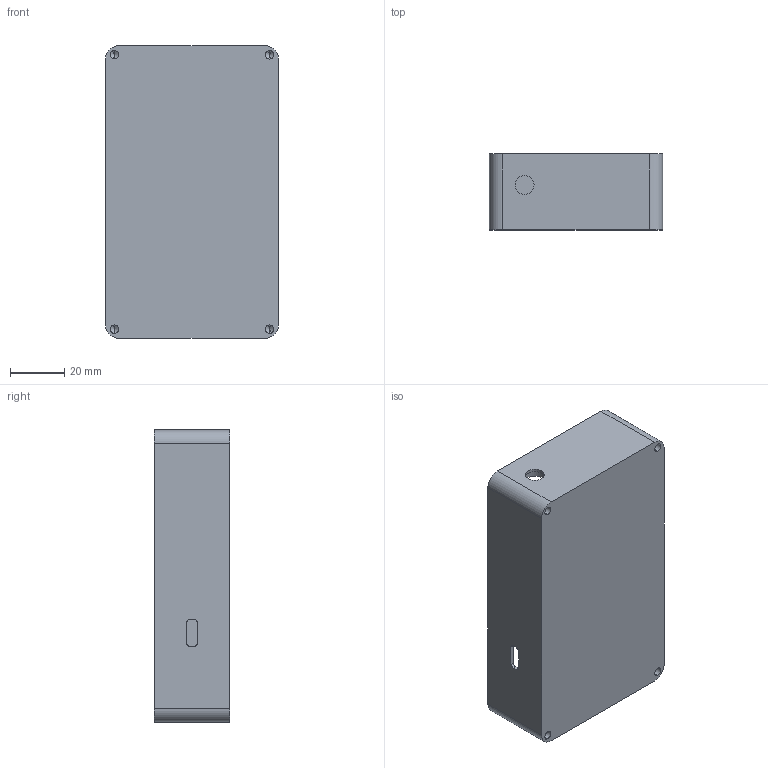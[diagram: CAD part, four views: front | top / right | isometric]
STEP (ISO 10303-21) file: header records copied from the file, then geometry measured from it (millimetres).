
FILE_DESCRIPTION (( 'STEP AP214' ), '1' );
FILE_NAME ('corp_bot.STEP', '2025-12-02T15:06:09', ( '' ), ( '' ), 'SwSTEP 2.0', 'SolidWorks 2023', '' );
FILE_SCHEMA (( 'AUTOMOTIVE_DESIGN' ));
Length unit declared in the file: millimetre
Products named in the file (1): corp_bot
Bounding box: 64 x 28 x 108 mm (x, y, z)
Volume: 51460.1 mm3; surface area: 31313.7 mm2
Topology: 1 solids, 1 shells, 73 faces, 188 edges, 112 vertices
Faces by surface type: cylinder 32, plane 25, cone 16
Entity records: 2141 total; most frequent: DIRECTION 384, CARTESIAN_POINT 358, ORIENTED_EDGE 344, EDGE_CURVE 172, AXIS2_PLACEMENT_3D 138, VERTEX_POINT 112, LINE 108, VECTOR 108
